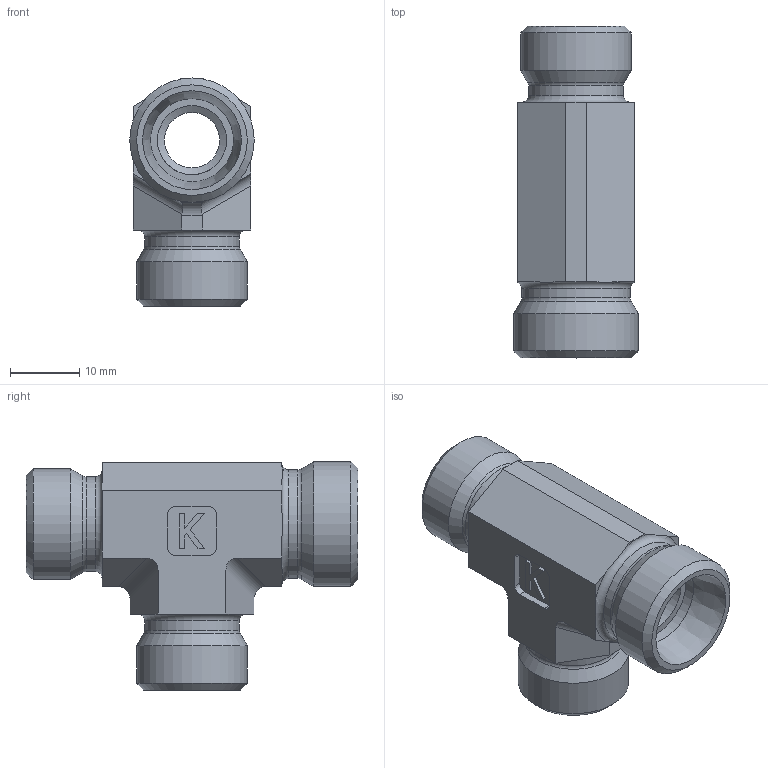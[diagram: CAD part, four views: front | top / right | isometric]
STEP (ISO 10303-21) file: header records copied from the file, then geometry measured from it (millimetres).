
FILE_DESCRIPTION((''),'2;1');
FILE_NAME('374121010.stp','2014-08-13T15:49:24',(''),('KNOMI spol. s r. o.'),'Autodesk Inventor 2012','Autodesk Inventor 2012','');
FILE_SCHEMA(('AUTOMOTIVE_DESIGN { 1 2 10303 214 0 1 1 1 }'));
Length unit declared in the file: millimetre
Products named in the file (1): TS2 12/10/10L M18/M16/M16
Bounding box: 18 x 48 x 33 mm (x, y, z)
Volume: 9124.6 mm3; surface area: 5836.1 mm2
Topology: 1 solids, 1 shells, 87 faces, 222 edges, 144 vertices
Faces by surface type: plane 49, cylinder 22, cone 10, torus 6
Full cylindrical faces by diameter (mm): 8 x2, 10 x3, 12 x1, 13.7 x2, 15.7 x1, 16 x2, 18 x1
Entity records: 2518 total; most frequent: CARTESIAN_POINT 503, DIRECTION 418, ORIENTED_EDGE 370, EDGE_CURVE 185, AXIS2_PLACEMENT_3D 152, VERTEX_POINT 135, EDGE_LOOP 126, VECTOR 114
